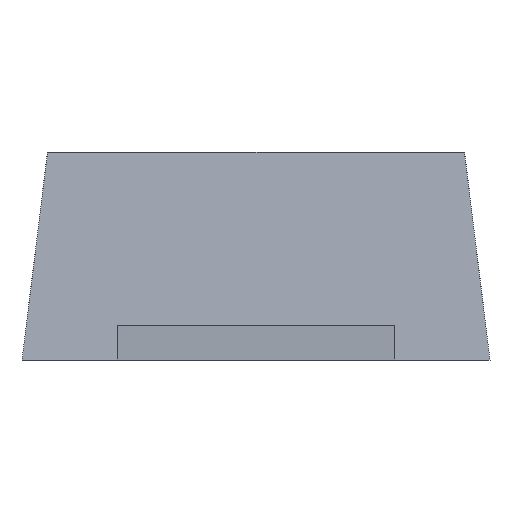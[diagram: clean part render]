
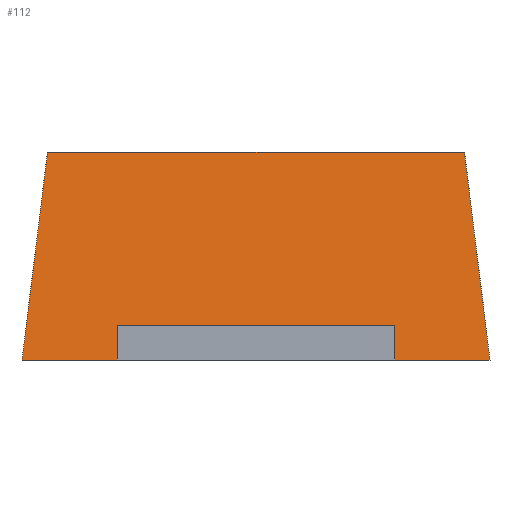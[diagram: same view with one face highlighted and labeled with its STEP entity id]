
A CAD part, left-side view. The second image highlights one B-rep face of the part: STEP entity #112.
In plain terms, the highlighted planar face has unit normal (-0.993, 0, 0.122).
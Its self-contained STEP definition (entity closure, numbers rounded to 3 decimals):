
#22 = VERTEX_POINT('',#23);
#23 = CARTESIAN_POINT('',(-1.85,-0.8,0.));
#31 = EDGE_CURVE('',#32,#22,#34,.T.);
#32 = VERTEX_POINT('',#33);
#33 = CARTESIAN_POINT('',(-1.825,-0.8,0.2));
#34 = LINE('',#35,#36);
#35 = CARTESIAN_POINT('',(-1.854,-0.8,-0.036));
#36 = VECTOR('',#37,1.);
#37 = DIRECTION('',(-0.122,0.,-0.993));
#92 = EDGE_CURVE('',#32,#93,#95,.T.);
#93 = VERTEX_POINT('',#94);
#94 = CARTESIAN_POINT('',(-1.825,0.8,0.2));
#95 = LINE('',#96,#97);
#96 = CARTESIAN_POINT('',(-1.825,-0.675,0.2));
#97 = VECTOR('',#98,1.);
#98 = DIRECTION('',(0.,1.,0.));
#112 = ADVANCED_FACE('',(#113),#163,.T.);
#113 = FACE_BOUND('',#114,.T.);
#114 = EDGE_LOOP('',(#115,#123,#131,#139,#147,#155,#161,#162));
#115 = ORIENTED_EDGE('',*,*,#116,.F.);
#116 = EDGE_CURVE('',#117,#22,#119,.T.);
#117 = VERTEX_POINT('',#118);
#118 = CARTESIAN_POINT('',(-1.85,-1.35,0.));
#119 = LINE('',#120,#121);
#120 = CARTESIAN_POINT('',(-1.85,-0.675,0.));
#121 = VECTOR('',#122,1.);
#122 = DIRECTION('',(0.,1.,0.));
#123 = ORIENTED_EDGE('',*,*,#124,.T.);
#124 = EDGE_CURVE('',#117,#125,#127,.T.);
#125 = VERTEX_POINT('',#126);
#126 = CARTESIAN_POINT('',(-1.703,-1.203,1.2));
#127 = LINE('',#128,#129);
#128 = CARTESIAN_POINT('',(-1.823,-1.323,
    0.221));
#129 = VECTOR('',#130,1.);
#130 = DIRECTION('',(0.121,0.121,0.985));
#131 = ORIENTED_EDGE('',*,*,#132,.T.);
#132 = EDGE_CURVE('',#125,#133,#135,.T.);
#133 = VERTEX_POINT('',#134);
#134 = CARTESIAN_POINT('',(-1.703,1.203,1.2));
#135 = LINE('',#136,#137);
#136 = CARTESIAN_POINT('',(-1.703,-0.675,1.2));
#137 = VECTOR('',#138,1.);
#138 = DIRECTION('',(0.,1.,0.));
#139 = ORIENTED_EDGE('',*,*,#140,.F.);
#140 = EDGE_CURVE('',#141,#133,#143,.T.);
#141 = VERTEX_POINT('',#142);
#142 = CARTESIAN_POINT('',(-1.85,1.35,0.));
#143 = LINE('',#144,#145);
#144 = CARTESIAN_POINT('',(-1.83,1.33,0.161
    ));
#145 = VECTOR('',#146,1.);
#146 = DIRECTION('',(0.121,-0.121,0.985));
#147 = ORIENTED_EDGE('',*,*,#148,.F.);
#148 = EDGE_CURVE('',#149,#141,#151,.T.);
#149 = VERTEX_POINT('',#150);
#150 = CARTESIAN_POINT('',(-1.85,0.8,0.));
#151 = LINE('',#152,#153);
#152 = CARTESIAN_POINT('',(-1.85,-0.675,0.));
#153 = VECTOR('',#154,1.);
#154 = DIRECTION('',(0.,1.,0.));
#155 = ORIENTED_EDGE('',*,*,#156,.T.);
#156 = EDGE_CURVE('',#149,#93,#157,.T.);
#157 = LINE('',#158,#159);
#158 = CARTESIAN_POINT('',(-1.846,0.8,0.036));
#159 = VECTOR('',#160,1.);
#160 = DIRECTION('',(0.122,0.,0.993));
#161 = ORIENTED_EDGE('',*,*,#92,.F.);
#162 = ORIENTED_EDGE('',*,*,#31,.T.);
#163 = PLANE('',#164);
#164 = AXIS2_PLACEMENT_3D('',#165,#166,#167);
#165 = CARTESIAN_POINT('',(-1.85,-1.35,0.));
#166 = DIRECTION('',(-0.993,0.,0.122));
#167 = DIRECTION('',(0.,1.,0.));
